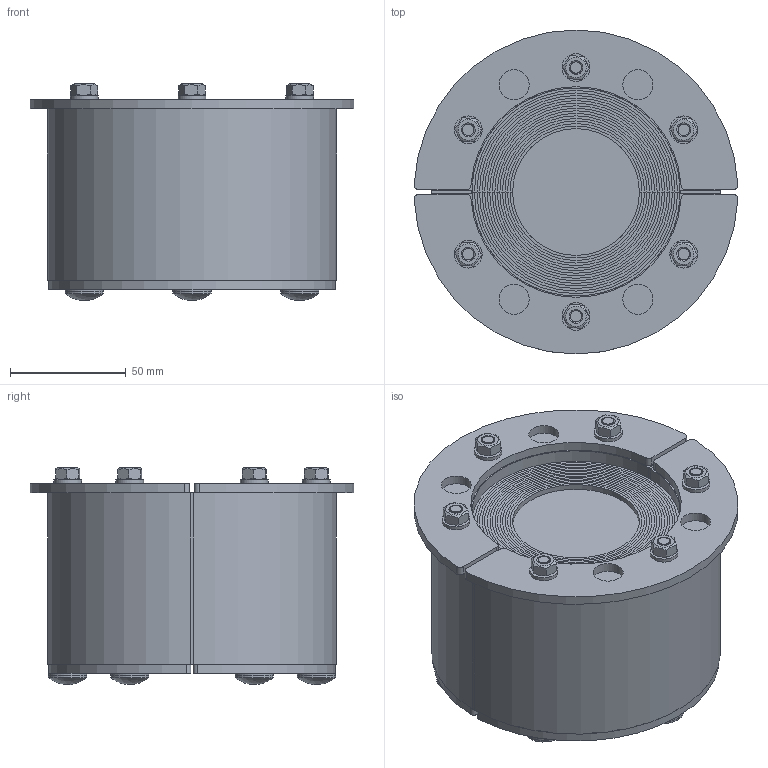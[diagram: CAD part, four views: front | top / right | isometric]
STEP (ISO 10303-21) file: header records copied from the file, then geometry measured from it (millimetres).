
FILE_DESCRIPTION((''),'2;1');
FILE_NAME('RS125UG.stp','2016-10-31T10:05:20',(''),(''),'Autodesk Inventor 2013','Autodesk Inventor 2013','');
FILE_SCHEMA(('AUTOMOTIVE_DESIGN { 1 0 10303 214 1 1 1 1 }'));
Length unit declared in the file: millimetre
Products named in the file (12): RSUG; 100-073142; 100-073143; 100-073144; 100-073145; 100-073146; 100-073147; DIN 603 M6 x 90; ISO 4032 M6; 100-002308; 100-006387; 100-073888
Assembly tree (34 placements, depth 4):
  RSUG
    100-073142
      100-073143  x2
        100-073144
        100-073145
      100-073146  x2
      100-073147  x2
      DIN 603 M6 x 90  x6
      ISO 4032 M6  x6
      100-002308  x6
      100-006387  x6
      100-073888
Bounding box: 139.86 x 140 x 93.79 mm (x, y, z)
Volume: 899926.8 mm3; surface area: 615222.6 mm2
Topology: 63 solids, 63 shells, 1793 faces, 4611 edges, 3060 vertices
Faces by surface type: plane 1278, bspline 262, cylinder 193, cone 54, sphere 6
Full cylindrical faces by diameter (mm): 4.917 x6, 5.5 x6, 6 x6, 6.2 x6, 6.4 x6, 12 x6, 13 x4, 16.5 x6, 16.55 x6, 55 x1
Entity records: 26259 total; most frequent: CARTESIAN_POINT 6161, ORIENTED_EDGE 4248, DIRECTION 3494, EDGE_CURVE 2124, VECTOR 1664, LINE 1664, VERTEX_POINT 1426, EDGE_LOOP 926
